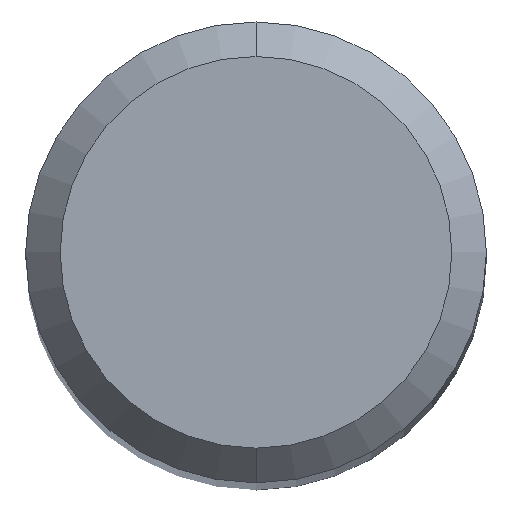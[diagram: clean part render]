
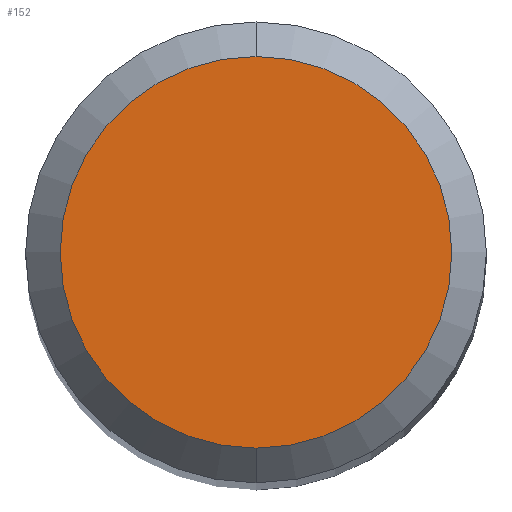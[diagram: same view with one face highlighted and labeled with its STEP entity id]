
A CAD part, top view. The second image highlights one B-rep face of the part: STEP entity #152.
In plain terms, the highlighted planar face has unit normal (0, 0, 1).
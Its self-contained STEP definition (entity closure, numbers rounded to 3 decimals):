
#120=VERTEX_POINT('',#287);
#150=VERTEX_POINT('',#321);
#152=ADVANCED_FACE('',(#323),#324,.T.);
#170=EDGE_CURVE('',#150,#120,#343,.T.);
#240=EDGE_CURVE('',#120,#150,#421,.T.);
#287=CARTESIAN_POINT('',(0.,-1.7,0.0));
#321=CARTESIAN_POINT('',(0.0,1.7,0.0));
#323=FACE_OUTER_BOUND('',#508,.T.);
#324=PLANE('',#509);
#343=CIRCLE('',#537,1.7);
#421=CIRCLE('',#637,1.7);
#508=EDGE_LOOP('',(#721,#722));
#509=AXIS2_PLACEMENT_3D('',#723,#724,#725);
#537=AXIS2_PLACEMENT_3D('',#748,#749,#750);
#637=AXIS2_PLACEMENT_3D('',#845,#846,#847);
#721=ORIENTED_EDGE('',*,*,#170,.F.);
#722=ORIENTED_EDGE('',*,*,#240,.F.);
#723=CARTESIAN_POINT('',(0.0,0.85,0.0));
#724=DIRECTION('',(-0.0,0.0,1.0));
#725=DIRECTION('',(0.0,-1.0,0.0));
#748=CARTESIAN_POINT('',(0.0,0.0,0.0));
#749=DIRECTION('',(0.0,0.0,-1.0));
#750=DIRECTION('',(0.0,1.0,0.0));
#845=CARTESIAN_POINT('',(0.0,0.0,0.0));
#846=DIRECTION('',(0.0,0.0,-1.0));
#847=DIRECTION('',(0.0,1.0,0.0));
